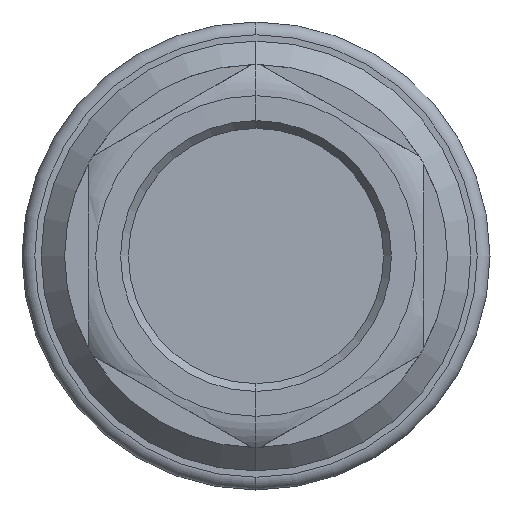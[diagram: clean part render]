
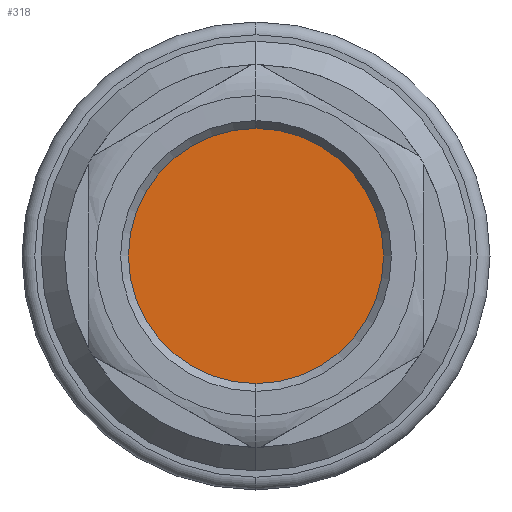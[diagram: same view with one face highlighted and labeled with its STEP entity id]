
A CAD part, left-side view. The second image highlights one B-rep face of the part: STEP entity #318.
In plain terms, the highlighted planar face has unit normal (-1, 0, 0).
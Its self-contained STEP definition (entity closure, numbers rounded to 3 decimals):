
#39 = CARTESIAN_POINT ( 'NONE',  ( 25.427, 0., 0. ) ) ;
#198 = DIRECTION ( 'NONE',  ( 0., 0., -1. ) ) ;
#220 = PLANE ( 'NONE',  #1004 ) ;
#314 = CIRCLE ( 'NONE', #1560, 19. ) ;
#318 = ADVANCED_FACE ( 'NONE', ( #969 ), #220, .F. ) ;
#344 = DIRECTION ( 'NONE',  ( 0., 0., 1. ) ) ;
#426 = VERTEX_POINT ( 'NONE', #1342 ) ;
#448 = DIRECTION ( 'NONE',  ( 0., 0., 1. ) ) ;
#658 = CARTESIAN_POINT ( 'NONE',  ( 25.427, 0., 0. ) ) ;
#794 = DIRECTION ( 'NONE',  ( -1., 0., 0. ) ) ;
#969 = FACE_OUTER_BOUND ( 'NONE', #1225, .T. ) ;
#1004 = AXIS2_PLACEMENT_3D ( 'NONE', #39, #2004, #198 ) ;
#1050 = ORIENTED_EDGE ( 'NONE', *, *, #1720, .T. ) ;
#1177 = AXIS2_PLACEMENT_3D ( 'NONE', #1861, #794, #448 ) ;
#1190 = EDGE_CURVE ( 'NONE', #426, #1919, #314, .T. ) ;
#1225 = EDGE_LOOP ( 'NONE', ( #1050, #1558 ) ) ;
#1342 = CARTESIAN_POINT ( 'NONE',  ( 25.427, 0., -19. ) ) ;
#1367 = CARTESIAN_POINT ( 'NONE',  ( 25.427, 0., 19. ) ) ;
#1558 = ORIENTED_EDGE ( 'NONE', *, *, #1190, .T. ) ;
#1560 = AXIS2_PLACEMENT_3D ( 'NONE', #658, #2078, #344 ) ;
#1720 = EDGE_CURVE ( 'NONE', #1919, #426, #1948, .T. ) ;
#1861 = CARTESIAN_POINT ( 'NONE',  ( 25.427, 0., 0. ) ) ;
#1919 = VERTEX_POINT ( 'NONE', #1367 ) ;
#1948 = CIRCLE ( 'NONE', #1177, 19. ) ;
#2004 = DIRECTION ( 'NONE',  ( 1., 0., 0. ) ) ;
#2078 = DIRECTION ( 'NONE',  ( -1., 0., 0. ) ) ;
